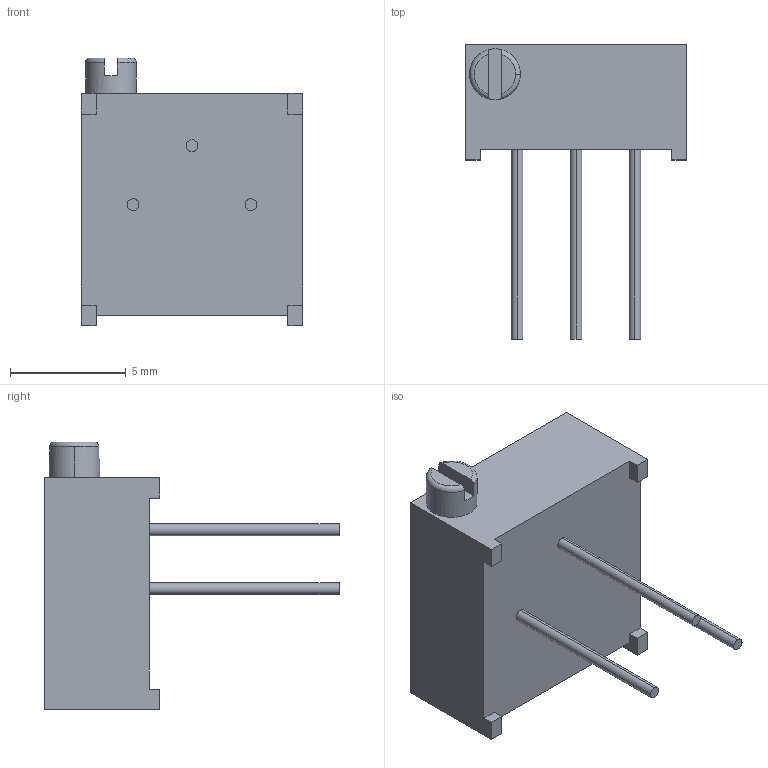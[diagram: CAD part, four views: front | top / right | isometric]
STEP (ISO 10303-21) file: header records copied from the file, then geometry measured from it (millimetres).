
FILE_DESCRIPTION (( 'STEP AP214' ), '1' );
FILE_NAME ('3296P-1-104LF.STEP', '2022-08-12T21:14:36', ( '' ), ( '' ), 'SwSTEP 2.0', 'SolidWorks 2017', '' );
FILE_SCHEMA (( 'AUTOMOTIVE_DESIGN' ));
Length unit declared in the file: millimetre
Products named in the file (1): 3296P-1-104LF
Bounding box: 9.53 x 12.68 x 11.55 mm (x, y, z)
Volume: 424.5 mm3; surface area: 429.9 mm2
Topology: 5 solids, 5 shells, 43 faces, 98 edges, 65 vertices
Faces by surface type: plane 32, cylinder 8, torus 3
Entity records: 1290 total; most frequent: CARTESIAN_POINT 227, DIRECTION 206, ORIENTED_EDGE 196, EDGE_CURVE 98, VECTOR 70, LINE 70, AXIS2_PLACEMENT_3D 68, VERTEX_POINT 65
